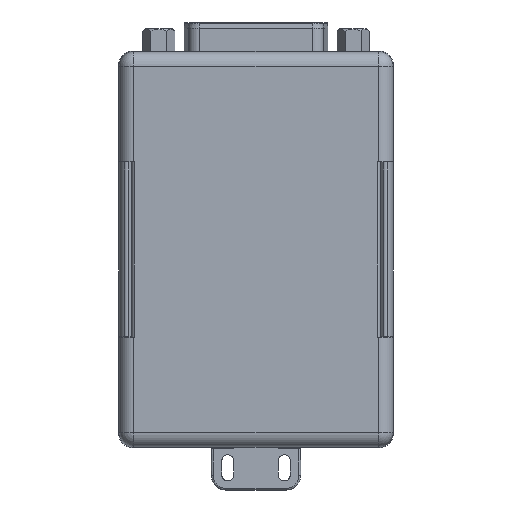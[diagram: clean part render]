
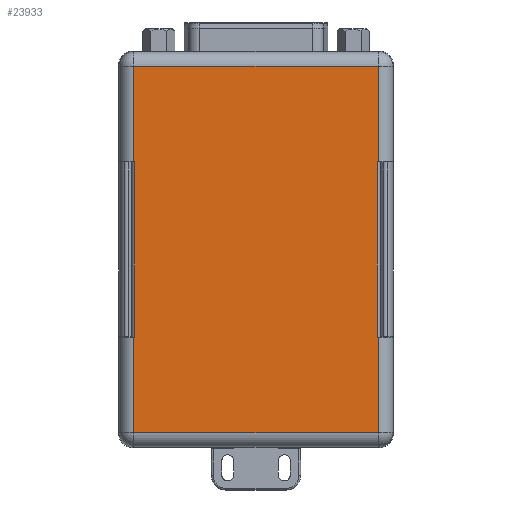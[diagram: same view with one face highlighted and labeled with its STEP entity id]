
A CAD part, front view. The second image highlights one B-rep face of the part: STEP entity #23933.
In plain terms, the highlighted planar face has unit normal (0, -1, 0).
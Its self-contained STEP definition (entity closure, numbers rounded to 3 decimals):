
#5393 = DIRECTION ( 'NONE',  ( 0., 0., -1. ) ) ;
#5603 = VECTOR ( 'NONE', #55053, 1000. ) ;
#6673 = DIRECTION ( 'NONE',  ( 0., 0., -1. ) ) ;
#7049 = LINE ( 'NONE', #47820, #43377 ) ;
#7667 = EDGE_CURVE ( 'NONE', #22515, #43280, #7049, .T. ) ;
#8091 = EDGE_CURVE ( 'NONE', #36070, #24182, #55516, .T. ) ;
#8695 = VECTOR ( 'NONE', #33932, 1000. ) ;
#8884 = DIRECTION ( 'NONE',  ( 0., 0., -1. ) ) ;
#8971 = ORIENTED_EDGE ( 'NONE', *, *, #16631, .T. ) ;
#9933 = ORIENTED_EDGE ( 'NONE', *, *, #20951, .T. ) ;
#10058 = LINE ( 'NONE', #31924, #20773 ) ;
#10878 = CARTESIAN_POINT ( 'NONE',  ( 0., 0., 0. ) ) ;
#11671 = LINE ( 'NONE', #55390, #23832 ) ;
#12479 = CARTESIAN_POINT ( 'NONE',  ( 20.75, 0., 15.05 ) ) ;
#14703 = VERTEX_POINT ( 'NONE', #41773 ) ;
#14995 = VERTEX_POINT ( 'NONE', #53486 ) ;
#15696 = DIRECTION ( 'NONE',  ( -1., 0., 0. ) ) ;
#16259 = EDGE_CURVE ( 'NONE', #24182, #14995, #35445, .T. ) ;
#16631 = EDGE_CURVE ( 'NONE', #43280, #25558, #42541, .T. ) ;
#16917 = VERTEX_POINT ( 'NONE', #29881 ) ;
#18336 = VECTOR ( 'NONE', #5393, 1000. ) ;
#18583 = CARTESIAN_POINT ( 'NONE',  ( -20.75, 0., -15.05 ) ) ;
#19232 = VECTOR ( 'NONE', #57884, 1000. ) ;
#20422 = VECTOR ( 'NONE', #28339, 1000. ) ;
#20658 = CARTESIAN_POINT ( 'NONE',  ( 20.954, 0., 15.05 ) ) ;
#20773 = VECTOR ( 'NONE', #54808, 1000. ) ;
#20951 = EDGE_CURVE ( 'NONE', #49620, #40289, #10058, .T. ) ;
#21329 = EDGE_CURVE ( 'NONE', #45736, #27806, #31354, .T. ) ;
#21569 = CARTESIAN_POINT ( 'NONE',  ( 20.75, 0., -15.05 ) ) ;
#21942 = CARTESIAN_POINT ( 'NONE',  ( 23.55, 0., -15.05 ) ) ;
#22281 = LINE ( 'NONE', #43076, #8695 ) ;
#22515 = VERTEX_POINT ( 'NONE', #41280 ) ;
#23341 = EDGE_CURVE ( 'NONE', #27806, #49620, #32513, .T. ) ;
#23832 = VECTOR ( 'NONE', #23984, 1000. ) ;
#23933 = ADVANCED_FACE ( 'NONE', ( #27473 ), #24865, .T. ) ;
#23984 = DIRECTION ( 'NONE',  ( -1., 0., 0. ) ) ;
#24182 = VERTEX_POINT ( 'NONE', #25779 ) ;
#24775 = EDGE_CURVE ( 'NONE', #25558, #36070, #40689, .T. ) ;
#24865 = PLANE ( 'NONE',  #30096 ) ;
#25115 = CARTESIAN_POINT ( 'NONE',  ( -20.75, 0., 15.05 ) ) ;
#25143 = DIRECTION ( 'NONE',  ( 1., 0., 0. ) ) ;
#25295 = ORIENTED_EDGE ( 'NONE', *, *, #23341, .T. ) ;
#25558 = VERTEX_POINT ( 'NONE', #18583 ) ;
#25779 = CARTESIAN_POINT ( 'NONE',  ( -20.954, 0., -31.404 ) ) ;
#26082 = CARTESIAN_POINT ( 'NONE',  ( -20.954, 0., -33.86 ) ) ;
#26258 = EDGE_LOOP ( 'NONE', ( #44633, #38971, #8971, #34421, #37415, #56478, #36910, #45659, #25295, #9933, #55153, #53473 ) ) ;
#27207 = VECTOR ( 'NONE', #15696, 1000. ) ;
#27473 = FACE_OUTER_BOUND ( 'NONE', #26258, .T. ) ;
#27806 = VERTEX_POINT ( 'NONE', #21569 ) ;
#28339 = DIRECTION ( 'NONE',  ( 0., 0., 1. ) ) ;
#29083 = EDGE_CURVE ( 'NONE', #40289, #14703, #22281, .T. ) ;
#29855 = LINE ( 'NONE', #32372, #5603 ) ;
#29881 = CARTESIAN_POINT ( 'NONE',  ( -20.954, 0., 31.404 ) ) ;
#30096 = AXIS2_PLACEMENT_3D ( 'NONE', #10878, #33972, #6673 ) ;
#31240 = CARTESIAN_POINT ( 'NONE',  ( 20.954, 0., -15.05 ) ) ;
#31354 = LINE ( 'NONE', #21942, #47797 ) ;
#31398 = CARTESIAN_POINT ( 'NONE',  ( -20.954, 0., -15.05 ) ) ;
#31924 = CARTESIAN_POINT ( 'NONE',  ( 23.55, 0., 15.05 ) ) ;
#32372 = CARTESIAN_POINT ( 'NONE',  ( 20.954, 0., 33.86 ) ) ;
#32513 = LINE ( 'NONE', #55551, #20422 ) ;
#33932 = DIRECTION ( 'NONE',  ( 0., 0., 1. ) ) ;
#33972 = DIRECTION ( 'NONE',  ( 0., -1., 0. ) ) ;
#34039 = VECTOR ( 'NONE', #43654, 1000. ) ;
#34402 = LINE ( 'NONE', #40760, #46530 ) ;
#34421 = ORIENTED_EDGE ( 'NONE', *, *, #24775, .T. ) ;
#34509 = CARTESIAN_POINT ( 'NONE',  ( 23.41, 0., -31.404 ) ) ;
#35445 = LINE ( 'NONE', #34509, #34039 ) ;
#36070 = VERTEX_POINT ( 'NONE', #31398 ) ;
#36174 = EDGE_CURVE ( 'NONE', #14995, #45736, #29855, .T. ) ;
#36910 = ORIENTED_EDGE ( 'NONE', *, *, #36174, .T. ) ;
#37415 = ORIENTED_EDGE ( 'NONE', *, *, #8091, .T. ) ;
#37785 = CARTESIAN_POINT ( 'NONE',  ( -23.55, 0., -15.05 ) ) ;
#37941 = EDGE_CURVE ( 'NONE', #14703, #16917, #11671, .T. ) ;
#38971 = ORIENTED_EDGE ( 'NONE', *, *, #7667, .T. ) ;
#40289 = VERTEX_POINT ( 'NONE', #20658 ) ;
#40689 = LINE ( 'NONE', #37785, #27207 ) ;
#40760 = CARTESIAN_POINT ( 'NONE',  ( -20.954, 0., -33.86 ) ) ;
#41280 = CARTESIAN_POINT ( 'NONE',  ( -20.954, 0., 15.05 ) ) ;
#41417 = CARTESIAN_POINT ( 'NONE',  ( -20.75, 0., -15.05 ) ) ;
#41773 = CARTESIAN_POINT ( 'NONE',  ( 20.954, 0., 31.404 ) ) ;
#42541 = LINE ( 'NONE', #41417, #18336 ) ;
#43076 = CARTESIAN_POINT ( 'NONE',  ( 20.954, 0., 33.86 ) ) ;
#43280 = VERTEX_POINT ( 'NONE', #25115 ) ;
#43377 = VECTOR ( 'NONE', #25143, 1000. ) ;
#43654 = DIRECTION ( 'NONE',  ( 1., 0., 0. ) ) ;
#43849 = DIRECTION ( 'NONE',  ( -1., 0., 0. ) ) ;
#44633 = ORIENTED_EDGE ( 'NONE', *, *, #58949, .T. ) ;
#45659 = ORIENTED_EDGE ( 'NONE', *, *, #21329, .T. ) ;
#45736 = VERTEX_POINT ( 'NONE', #31240 ) ;
#46530 = VECTOR ( 'NONE', #8884, 1000. ) ;
#47797 = VECTOR ( 'NONE', #43849, 1000. ) ;
#47820 = CARTESIAN_POINT ( 'NONE',  ( -23.55, 0., 15.05 ) ) ;
#49620 = VERTEX_POINT ( 'NONE', #12479 ) ;
#53473 = ORIENTED_EDGE ( 'NONE', *, *, #37941, .T. ) ;
#53486 = CARTESIAN_POINT ( 'NONE',  ( 20.954, 0., -31.404 ) ) ;
#54808 = DIRECTION ( 'NONE',  ( 1., 0., 0. ) ) ;
#55053 = DIRECTION ( 'NONE',  ( 0., 0., 1. ) ) ;
#55153 = ORIENTED_EDGE ( 'NONE', *, *, #29083, .T. ) ;
#55390 = CARTESIAN_POINT ( 'NONE',  ( -23.41, 0., 31.404 ) ) ;
#55516 = LINE ( 'NONE', #26082, #19232 ) ;
#55551 = CARTESIAN_POINT ( 'NONE',  ( 20.75, 0., 15.05 ) ) ;
#56478 = ORIENTED_EDGE ( 'NONE', *, *, #16259, .T. ) ;
#57884 = DIRECTION ( 'NONE',  ( 0., 0., -1. ) ) ;
#58949 = EDGE_CURVE ( 'NONE', #16917, #22515, #34402, .T. ) ;
